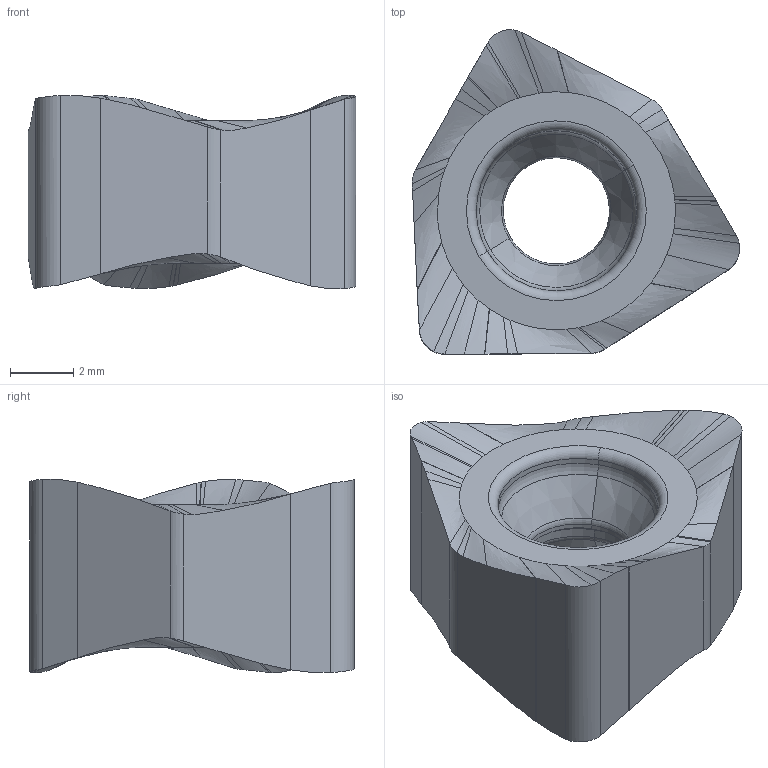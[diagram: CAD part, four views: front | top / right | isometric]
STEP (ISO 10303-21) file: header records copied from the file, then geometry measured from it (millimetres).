
FILE_DESCRIPTION(/* description */ (''),/* implementation_level */ '2;1');
FILE_NAME(/* name */ '6NMU0906080PNER-M.stp',/* time_stamp */ '2022-11-16T16:09:12+09:00',/* author */ (''),/* organization */ (''),/* preprocessor_version */ 'ST-DEVELOPER v16',/* originating_system */ 'SIEMENS PLM Software NX 10.0',/* authorisation */ '');
FILE_SCHEMA (('AUTOMOTIVE_DESIGN { 1 0 10303 214 3 1 1 1 }'));
Length unit declared in the file: millimetre
Products named in the file (1): 6NMU0906080PNER-M
Bounding box: 10.33 x 10.23 x 6.1 mm (x, y, z)
Volume: 281.8 mm3; surface area: 347.3 mm2
Topology: 1 solids, 1 shells, 133 faces, 372 edges, 284 vertices
Faces by surface type: bspline 80, plane 15, torus 14, cone 12, cylinder 12
Entity records: 9536 total; most frequent: CARTESIAN_POINT 6652, ORIENTED_EDGE 664, EDGE_CURVE 332, DIRECTION 330, VERTEX_POINT 202, B_SPLINE_CURVE_WITH_KNOTS 200, EDGE_LOOP 136, ADVANCED_FACE 133
